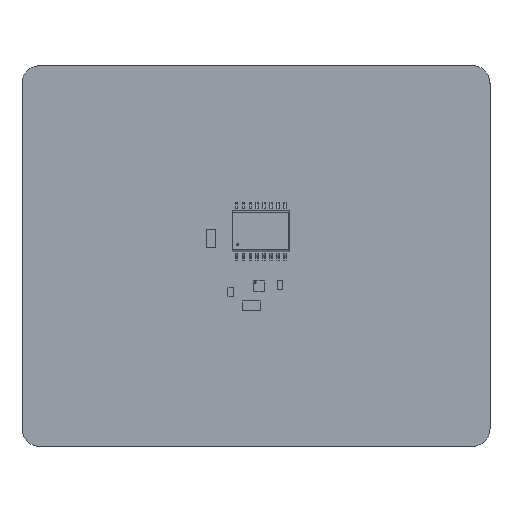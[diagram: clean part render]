
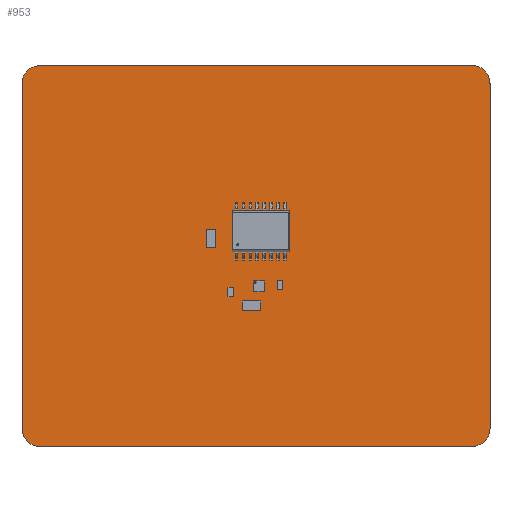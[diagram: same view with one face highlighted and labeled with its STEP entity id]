
A CAD part, top view. The second image highlights one B-rep face of the part: STEP entity #953.
In plain terms, the highlighted planar face has unit normal (0, 0, 1).
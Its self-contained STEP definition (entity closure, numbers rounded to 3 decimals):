
#624 = VERTEX_POINT('',#625);
#625 = CARTESIAN_POINT('',(0.,3.342,0.));
#631 = EDGE_CURVE('',#624,#632,#634,.T.);
#632 = VERTEX_POINT('',#633);
#633 = CARTESIAN_POINT('',(3.262,0.,0.));
#634 = CIRCLE('',#635,3.302);
#635 = AXIS2_PLACEMENT_3D('',#636,#637,#638);
#636 = CARTESIAN_POINT('',(3.302,3.302,0.));
#637 = DIRECTION('',(0.,0.,1.));
#638 = DIRECTION('',(-1.,0.012,0.));
#664 = EDGE_CURVE('',#632,#665,#667,.T.);
#665 = VERTEX_POINT('',#666);
#666 = CARTESIAN_POINT('',(82.764,0.,0.)
  );
#667 = LINE('',#668,#669);
#668 = CARTESIAN_POINT('',(3.262,0.,0.));
#669 = VECTOR('',#670,1.);
#670 = DIRECTION('',(1.,0.,0.));
#695 = EDGE_CURVE('',#665,#696,#698,.T.);
#696 = VERTEX_POINT('',#697);
#697 = CARTESIAN_POINT('',(86.106,3.262,0.));
#698 = CIRCLE('',#699,3.302);
#699 = AXIS2_PLACEMENT_3D('',#700,#701,#702);
#700 = CARTESIAN_POINT('',(82.804,3.302,0.));
#701 = DIRECTION('',(0.,0.,1.));
#702 = DIRECTION('',(-0.012,-1.,0.));
#728 = EDGE_CURVE('',#696,#729,#731,.T.);
#729 = VERTEX_POINT('',#730);
#730 = CARTESIAN_POINT('',(86.106,66.762,0.));
#731 = LINE('',#732,#733);
#732 = CARTESIAN_POINT('',(86.106,3.262,0.));
#733 = VECTOR('',#734,1.);
#734 = DIRECTION('',(0.,1.,0.));
#759 = EDGE_CURVE('',#729,#760,#762,.T.);
#760 = VERTEX_POINT('',#761);
#761 = CARTESIAN_POINT('',(86.08,66.788,0.));
#762 = LINE('',#763,#764);
#763 = CARTESIAN_POINT('',(86.106,66.762,0.));
#764 = VECTOR('',#765,1.);
#765 = DIRECTION('',(-0.707,0.707,0.));
#790 = EDGE_CURVE('',#760,#791,#793,.T.);
#791 = VERTEX_POINT('',#792);
#792 = CARTESIAN_POINT('',(82.818,70.129,0.));
#793 = CIRCLE('',#794,3.302);
#794 = AXIS2_PLACEMENT_3D('',#795,#796,#797);
#795 = CARTESIAN_POINT('',(82.778,66.827,0.));
#796 = DIRECTION('',(0.,0.,1.));
#797 = DIRECTION('',(1.,-0.012,0.));
#823 = EDGE_CURVE('',#791,#824,#826,.T.);
#824 = VERTEX_POINT('',#825);
#825 = CARTESIAN_POINT('',(82.844,70.104,0.));
#826 = LINE('',#827,#828);
#827 = CARTESIAN_POINT('',(82.818,70.129,0.));
#828 = VECTOR('',#829,1.);
#829 = DIRECTION('',(0.721,-0.693,0.));
#854 = EDGE_CURVE('',#824,#855,#857,.T.);
#855 = VERTEX_POINT('',#856);
#856 = CARTESIAN_POINT('',(3.342,70.104,0.));
#857 = LINE('',#858,#859);
#858 = CARTESIAN_POINT('',(82.844,70.104,0.));
#859 = VECTOR('',#860,1.);
#860 = DIRECTION('',(-1.,0.,0.));
#885 = EDGE_CURVE('',#855,#886,#888,.T.);
#886 = VERTEX_POINT('',#887);
#887 = CARTESIAN_POINT('',(0.,66.842,0.));
#888 = CIRCLE('',#889,3.302);
#889 = AXIS2_PLACEMENT_3D('',#890,#891,#892);
#890 = CARTESIAN_POINT('',(3.302,66.802,0.));
#891 = DIRECTION('',(0.,0.,1.));
#892 = DIRECTION('',(0.012,1.,0.));
#918 = EDGE_CURVE('',#886,#624,#919,.T.);
#919 = LINE('',#920,#921);
#920 = CARTESIAN_POINT('',(0.,66.842,0.));
#921 = VECTOR('',#922,1.);
#922 = DIRECTION('',(0.,-1.,0.));
#953 = ADVANCED_FACE('',(#954),#966,.F.);
#954 = FACE_BOUND('',#955,.T.);
#955 = EDGE_LOOP('',(#956,#957,#958,#959,#960,#961,#962,#963,#964,#965)
  );
#956 = ORIENTED_EDGE('',*,*,#631,.T.);
#957 = ORIENTED_EDGE('',*,*,#664,.T.);
#958 = ORIENTED_EDGE('',*,*,#695,.T.);
#959 = ORIENTED_EDGE('',*,*,#728,.T.);
#960 = ORIENTED_EDGE('',*,*,#759,.T.);
#961 = ORIENTED_EDGE('',*,*,#790,.T.);
#962 = ORIENTED_EDGE('',*,*,#823,.T.);
#963 = ORIENTED_EDGE('',*,*,#854,.T.);
#964 = ORIENTED_EDGE('',*,*,#885,.T.);
#965 = ORIENTED_EDGE('',*,*,#918,.T.);
#966 = PLANE('',#967);
#967 = AXIS2_PLACEMENT_3D('',#968,#969,#970);
#968 = CARTESIAN_POINT('',(0.,3.342,0.)
  );
#969 = DIRECTION('',(0.,0.,-1.));
#970 = DIRECTION('',(-1.,0.,0.));
